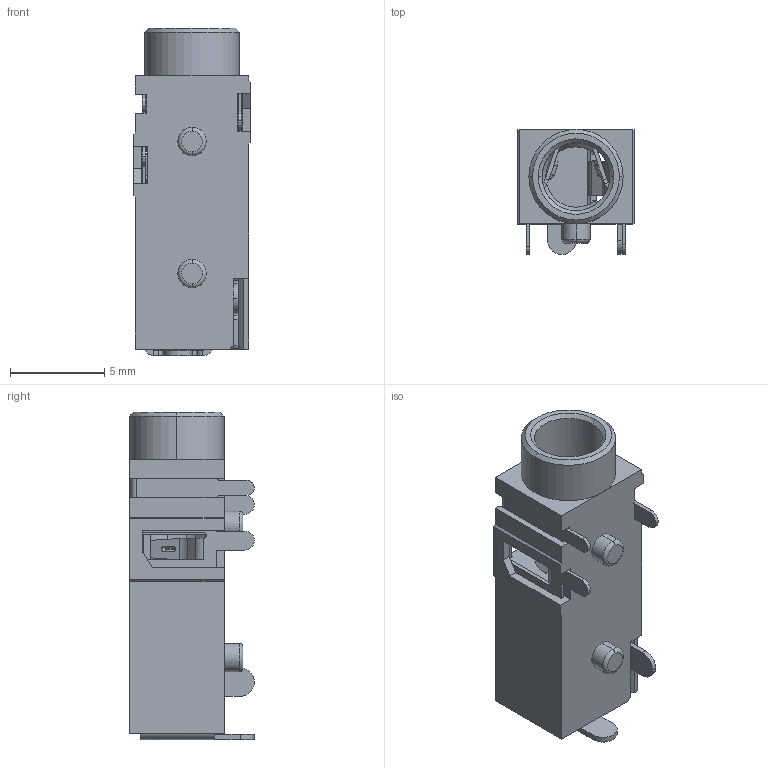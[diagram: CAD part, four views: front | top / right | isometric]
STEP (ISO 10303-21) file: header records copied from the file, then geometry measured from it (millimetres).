
FILE_DESCRIPTION (( 'STEP AP214' ), '1' );
FILE_NAME ('Same_Sky_SJ3-35083D-TR.step', '2024-10-01T21:05:53', ( '' ), ( '' ), 'SwSTEP 2.0', 'SolidWorks 2024', '' );
FILE_SCHEMA (( 'AUTOMOTIVE_DESIGN' ));
Length unit declared in the file: inch
Products named in the file (1): Same_Sky_SJ3-35083D-TR
Bounding box: 6.2 x 6.6 x 17.35 mm (x, y, z)
Volume: 278.7 mm3; surface area: 1008 mm2
Topology: 6 solids, 6 shells, 566 faces, 1620 edges, 1051 vertices
Faces by surface type: plane 364, cylinder 162, bspline 18, cone 11, sphere 7, torus 4
Entity records: 18944 total; most frequent: CARTESIAN_POINT 3986, ORIENTED_EDGE 3218, DIRECTION 3005, EDGE_CURVE 1609, LINE 1185, VECTOR 1185, VERTEX_POINT 1046, AXIS2_PLACEMENT_3D 910
